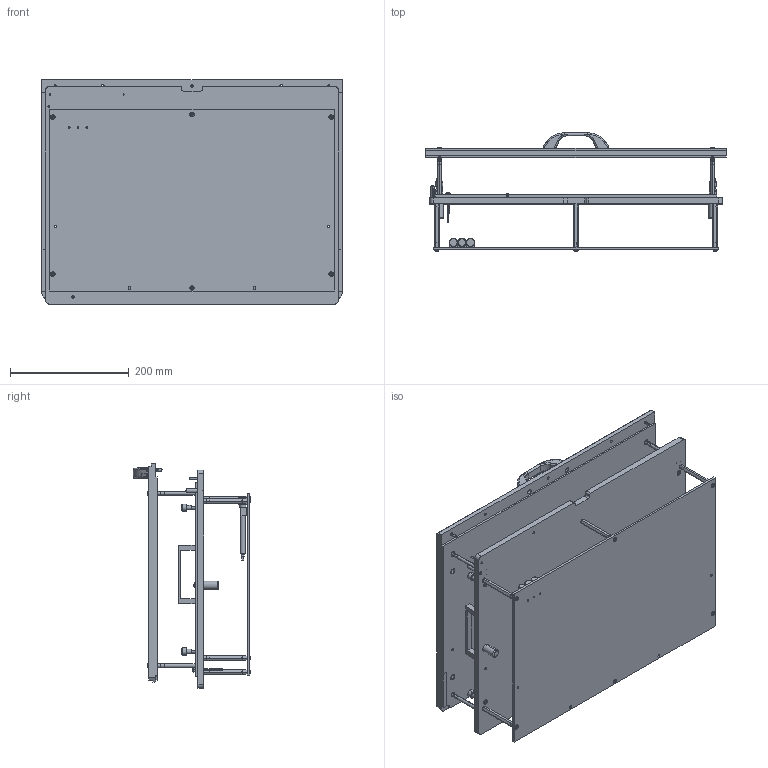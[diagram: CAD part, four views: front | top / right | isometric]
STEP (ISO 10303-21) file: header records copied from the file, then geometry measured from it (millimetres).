
FILE_DESCRIPTION (( 'STEP AP214' ), '1' );
FILE_NAME ('45980-KIT~1.STEP', '2019-09-19T08:40:01', ( '' ), ( '' ), 'SwSTEP 2.0', 'SolidWorks 2018', '' );
FILE_SCHEMA (( 'AUTOMOTIVE_DESIGN' ));
Length unit declared in the file: millimetre
Products named in the file (34): DIN6325~n_06,0m6x030; 1607~1; 53731~0; 45879~1_ohne Transportschrauben <S>; DIN7991~n_M03,0x006; 45880~3_S; 45876~2; 41369~1_S; DIN6325~n_03,0m6x016; 43627~0_Hub 22,5mm<Standard>; ISO7380~n_M03,0x006; DIN7979~n_04,0m6x020M3; 41899~3_flexiebel <S>; ISO7380~n_M04,0x012; 41367~5_S; GKS-114-0015~-g-k-s_Hub = 08,0 <S>; DIN6325~n_03,0m6x024; 3699~0_einzeln <Standard>; 45980-KIT~1; DIN125~n_03,2 M03,0; 2229~6; 3917~3_M 3 A; 45909~2_ICT Stellung (kontaktiert)  <S>; SKB-II~-s-k-i-i_M4,0x73 St; 2196~6; KS-113-Master~-k-s_KS-113 23; 46010~3; 2393~0_S; 45875~1_S; 32457~0_S; DIN912~n_M03,0x012; 45716~1_flexibel <S>; 46869~0_S; ISO7380~n_M04,0x020
Assembly tree (81 placements, depth 4):
  45980-KIT~1
    45909~2_ICT Stellung (kontaktiert)  <S>
      41899~3_flexiebel <S>
        KS-113-Master~-k-s_KS-113 23
        GKS-114-0015~-g-k-s_Hub = 08,0 <S>
        53731~0
        3917~3_M 3 A
      46010~3
      45875~1_S
      45876~2
      43627~0_Hub 22,5mm<Standard>  x6
      2196~6  x2
      2229~6  x2
      46869~0_S  x4
      1607~1  x2
      3699~0_einzeln <Standard>  x3
      SKB-II~-s-k-i-i_M4,0x73 St  x6
      ISO7380~n_M04,0x012  x16
      DIN6325~n_03,0m6x016
      DIN6325~n_03,0m6x024
      DIN6325~n_06,0m6x030
      DIN7991~n_M03,0x006  x3
      41367~5_S  x3
    45879~1_ohne Transportschrauben <S>
      45716~1_flexibel <S>
        32457~0_S
        DIN7979~n_04,0m6x020M3  x2
        ISO7380~n_M03,0x006  x2
        41369~1_S  x4
        ISO7380~n_M04,0x020  x4
        DIN912~n_M03,0x012  x2
        2393~0_S  x2
        DIN125~n_03,2 M03,0  x2
      45880~3_S
Bounding box: 506 x 198.2 x 377 mm (x, y, z)
Volume: 5811250.3 mm3; surface area: 1470610.3 mm2
Topology: 88 solids, 88 shells, 3299 faces, 7712 edges, 4973 vertices
Faces by surface type: plane 1636, cylinder 1121, cone 342, torus 124, bspline 56, sphere 20
Entity records: 85614 total; most frequent: CARTESIAN_POINT 18333, DIRECTION 11213, ORIENTED_EDGE 10086, EDGE_CURVE 5043, AXIS2_PLACEMENT_3D 4125, VERTEX_POINT 3302, LINE 2963, VECTOR 2963
